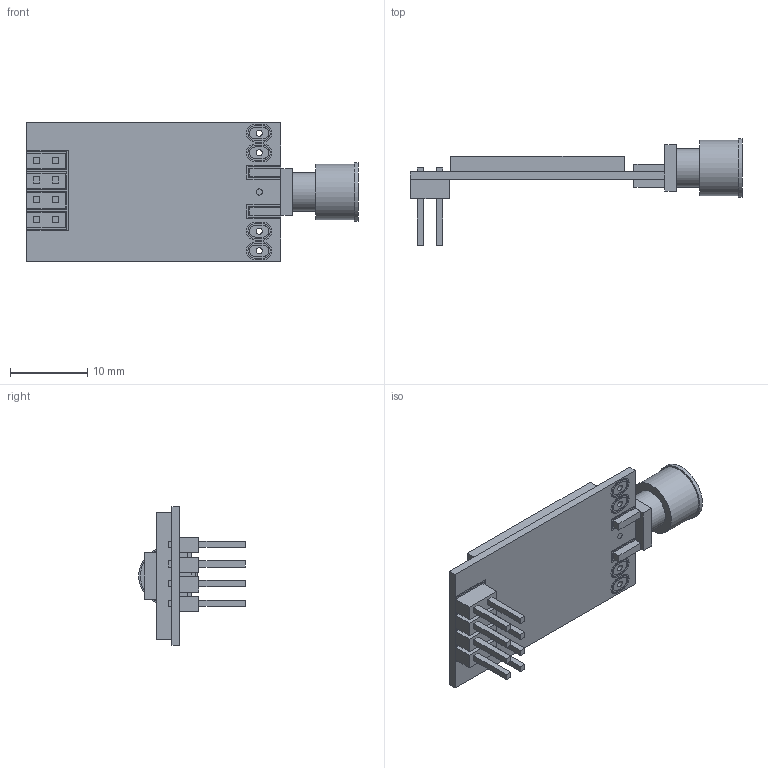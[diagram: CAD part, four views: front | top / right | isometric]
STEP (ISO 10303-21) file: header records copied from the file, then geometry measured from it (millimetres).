
FILE_DESCRIPTION (( 'STEP AP214' ), '1' );
FILE_NAME ('E01-2G4M27D.STEP', '2025-07-15T06:05:49', ( '' ), ( '' ), 'SwSTEP 2.0', 'SolidWorks 2023', '' );
FILE_SCHEMA (( 'AUTOMOTIVE_DESIGN' ));
Length unit declared in the file: millimetre
Products named in the file (1): E01-2G4M27D
Bounding box: 43 x 13.8 x 18 mm (x, y, z)
Volume: 1825.4 mm3; surface area: 2171.4 mm2
Topology: 6 solids, 8 shells, 551 faces, 1399 edges, 932 vertices
Faces by surface type: plane 452, cylinder 62, bspline 37
Full cylindrical faces by diameter (mm): 0.8 x11, 1 x1, 5 x1, 7.2 x1, 7.6 x1
Entity records: 22626 total; most frequent: CARTESIAN_POINT 5607, ORIENTED_EDGE 2756, DIRECTION 2452, EDGE_CURVE 1378, LINE 1174, VECTOR 1174, VERTEX_POINT 926, EDGE_LOOP 656
